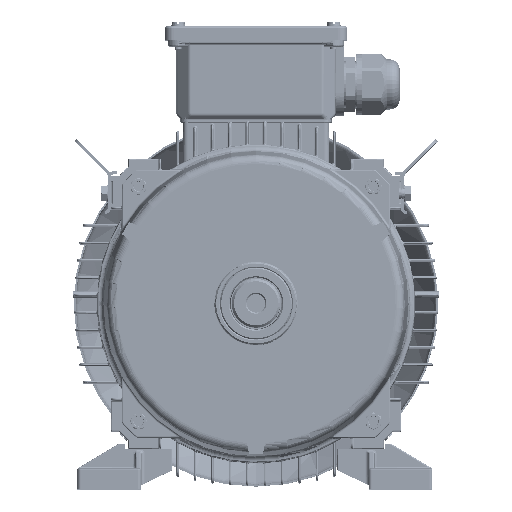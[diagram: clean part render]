
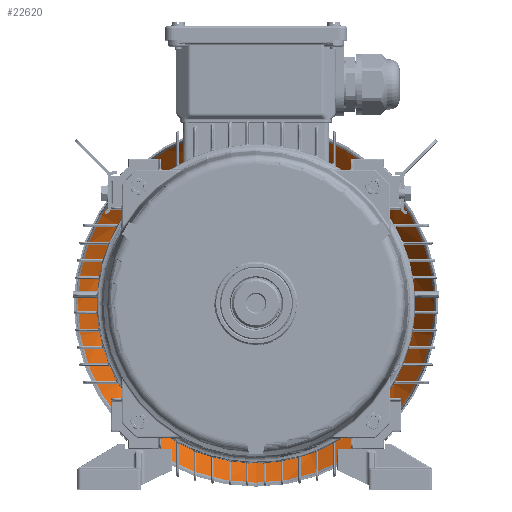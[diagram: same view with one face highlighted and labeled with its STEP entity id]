
A CAD part, top view. The second image highlights one B-rep face of the part: STEP entity #22620.
In plain terms, the highlighted conical face has half-angle 30.08 degrees and reference radius 153.5 mm.
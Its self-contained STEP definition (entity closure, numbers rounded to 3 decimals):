
#3186=CONICAL_SURFACE('',#167830,153.5,30.08);
#14775=FACE_BOUND('',#43491,.T.);
#14776=FACE_BOUND('',#43492,.T.);
#22620=ADVANCED_FACE('',(#14775,#14776),#3186,.F.);
#43491=EDGE_LOOP('',(#109705));
#43492=EDGE_LOOP('',(#109706));
#109705=ORIENTED_EDGE('',*,*,#150097,.F.);
#109706=ORIENTED_EDGE('',*,*,#150102,.T.);
#128469=VERTEX_POINT('',#324841);
#128470=VERTEX_POINT('',#324861);
#150097=EDGE_CURVE('',#128469,#128469,#156391,.T.);
#150102=EDGE_CURVE('',#128470,#128470,#156392,.T.);
#156391=CIRCLE('',#167826,121.597);
#156392=CIRCLE('',#167829,153.5);
#167826=AXIS2_PLACEMENT_3D('',#324840,#202764,#202765);
#167829=AXIS2_PLACEMENT_3D('',#324860,#202770,#202771);
#167830=AXIS2_PLACEMENT_3D('',#324862,#202772,#202773);
#202764=DIRECTION('',(0.,0.,1.));
#202765=DIRECTION('',(0.,-1.,0.));
#202770=DIRECTION('',(0.,0.,1.));
#202771=DIRECTION('',(0.,-1.,0.));
#202772=DIRECTION('',(0.,0.,1.));
#202773=DIRECTION('',(0.,-1.,0.));
#324840=CARTESIAN_POINT('',(0.,-2.582,-325.029));
#324841=CARTESIAN_POINT('',(0.,-124.179,-325.029));
#324860=CARTESIAN_POINT('',(0.,-2.582,-269.948));
#324861=CARTESIAN_POINT('',(0.,-156.082,-269.948));
#324862=CARTESIAN_POINT('',(0.,-2.582,-269.948));
